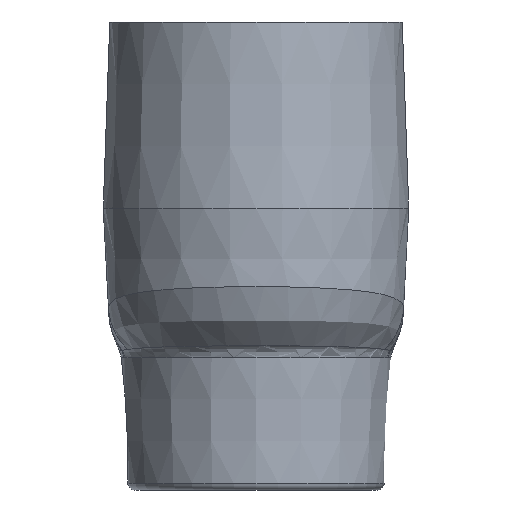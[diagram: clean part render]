
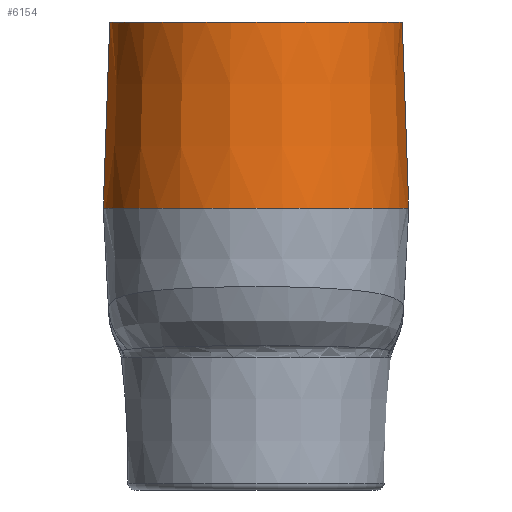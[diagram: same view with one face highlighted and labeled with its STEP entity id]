
A CAD part, left-side view. The second image highlights one B-rep face of the part: STEP entity #6154.
In plain terms, the highlighted conical face has half-angle 2 degrees and reference radius 31.75 mm.
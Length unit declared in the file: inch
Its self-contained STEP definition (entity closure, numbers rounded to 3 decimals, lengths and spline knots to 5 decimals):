
#65=CONICAL_SURFACE('',#6439,1.25,0.035);
#119=CIRCLE('',#6438,1.30565);
#120=CIRCLE('',#6440,1.25);
#909=FACE_OUTER_BOUND('',#1290,.T.);
#1290=EDGE_LOOP('',(#5279,#5280,#5281,#5282,#5283,#5284));
#1858=LINE('',#11129,#2364);
#1867=LINE('',#11351,#2373);
#1871=LINE('',#11598,#2377);
#1872=LINE('',#11600,#2378);
#2364=VECTOR('',#7352,1.50359);
#2373=VECTOR('',#7373,1.50359);
#2377=VECTOR('',#7383,0.09113);
#2378=VECTOR('',#7386,0.09113);
#2897=VERTEX_POINT('',#11126);
#2898=VERTEX_POINT('',#11128);
#2902=VERTEX_POINT('',#11146);
#2911=VERTEX_POINT('',#11300);
#2915=VERTEX_POINT('',#11349);
#2916=VERTEX_POINT('',#11350);
#3707=EDGE_CURVE('',#2897,#2898,#1858,.T.);
#3727=EDGE_CURVE('',#2915,#2916,#1867,.T.);
#3732=EDGE_CURVE('',#2911,#2902,#119,.F.);
#3733=EDGE_CURVE('',#2911,#2915,#1871,.T.);
#3734=EDGE_CURVE('',#2898,#2916,#120,.T.);
#3735=EDGE_CURVE('',#2902,#2897,#1872,.T.);
#5279=ORIENTED_EDGE('',*,*,#3732,.F.);
#5280=ORIENTED_EDGE('',*,*,#3733,.T.);
#5281=ORIENTED_EDGE('',*,*,#3727,.T.);
#5282=ORIENTED_EDGE('',*,*,#3734,.F.);
#5283=ORIENTED_EDGE('',*,*,#3707,.F.);
#5284=ORIENTED_EDGE('',*,*,#3735,.F.);
#6154=ADVANCED_FACE('',(#909),#65,.T.);
#6438=AXIS2_PLACEMENT_3D('',#11596,#7379,#7380);
#6439=AXIS2_PLACEMENT_3D('',#11597,#7381,#7382);
#6440=AXIS2_PLACEMENT_3D('',#11599,#7384,#7385);
#7352=DIRECTION('',(0.,-0.035,0.999));
#7373=DIRECTION('',(0.,0.035,0.999));
#7379=DIRECTION('center_axis',(0.,0.,1.));
#7380=DIRECTION('ref_axis',(0.,-1.,0.));
#7381=DIRECTION('center_axis',(0.,0.,-1.));
#7382=DIRECTION('ref_axis',(1.,0.,0.));
#7383=DIRECTION('',(0.,0.035,0.999));
#7384=DIRECTION('center_axis',(0.,0.,1.));
#7385=DIRECTION('ref_axis',(1.,0.,0.));
#7386=DIRECTION('',(0.,-0.035,0.999));
#11126=CARTESIAN_POINT('',(0.,1.30247,-1.50267));
#11128=CARTESIAN_POINT('',(0.,1.25,0.));
#11129=CARTESIAN_POINT('',(0.,1.30247,-1.50267));
#11146=CARTESIAN_POINT('',(0.,1.30565,-1.59375));
#11300=CARTESIAN_POINT('',(0.,-1.30565,-1.59375));
#11349=CARTESIAN_POINT('',(0.,-1.30247,-1.50267));
#11350=CARTESIAN_POINT('',(0.,-1.25,0.));
#11351=CARTESIAN_POINT('',(0.,-1.30247,-1.50267));
#11596=CARTESIAN_POINT('Origin',(0.,0.,-1.59375));
#11597=CARTESIAN_POINT('Origin',(0.,0.,0.));
#11598=CARTESIAN_POINT('',(0.,-1.30565,-1.59375));
#11599=CARTESIAN_POINT('Origin',(0.,0.,0.));
#11600=CARTESIAN_POINT('',(0.,1.30565,-1.59375));
